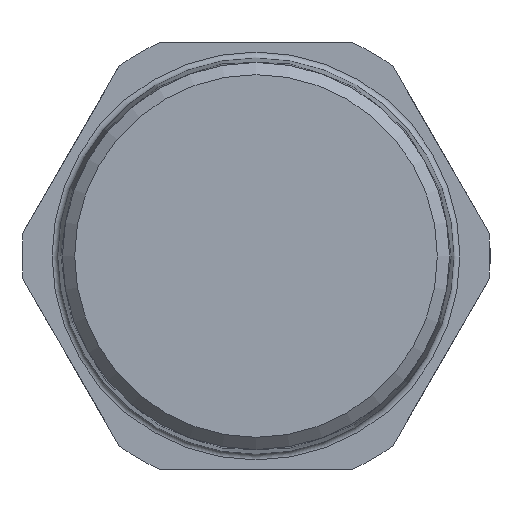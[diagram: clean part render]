
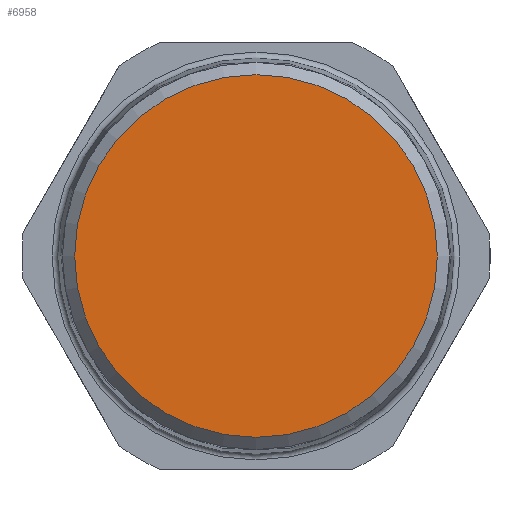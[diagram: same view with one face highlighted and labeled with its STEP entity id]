
A CAD part, left-side view. The second image highlights one B-rep face of the part: STEP entity #6958.
In plain terms, the highlighted planar face has unit normal (-1, 0, 0).
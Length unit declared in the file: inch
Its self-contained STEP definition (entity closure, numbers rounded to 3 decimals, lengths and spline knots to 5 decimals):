
#1347=FACE_OUTER_BOUND('',#1731,.T.);
#1731=EDGE_LOOP('',(#5945));
#2272=CIRCLE('',#7877,0.60226);
#2960=VERTEX_POINT('',#14216);
#3963=EDGE_CURVE('',#2960,#2960,#2272,.T.);
#5945=ORIENTED_EDGE('',*,*,#3963,.F.);
#6222=PLANE('',#7876);
#6958=ADVANCED_FACE('',(#1347),#6222,.T.);
#7876=AXIS2_PLACEMENT_3D('',#14215,#9896,#9897);
#7877=AXIS2_PLACEMENT_3D('',#14217,#9898,#9899);
#9896=DIRECTION('center_axis',(-1.,0.,0.));
#9897=DIRECTION('ref_axis',(0.,0.,1.));
#9898=DIRECTION('center_axis',(1.,0.,0.));
#9899=DIRECTION('ref_axis',(0.,-1.,0.));
#14215=CARTESIAN_POINT('Origin',(-0.96358,0.64163,0.));
#14216=CARTESIAN_POINT('',(-0.96358,0.60226,0.));
#14217=CARTESIAN_POINT('Origin',(-0.96358,0.,0.));
